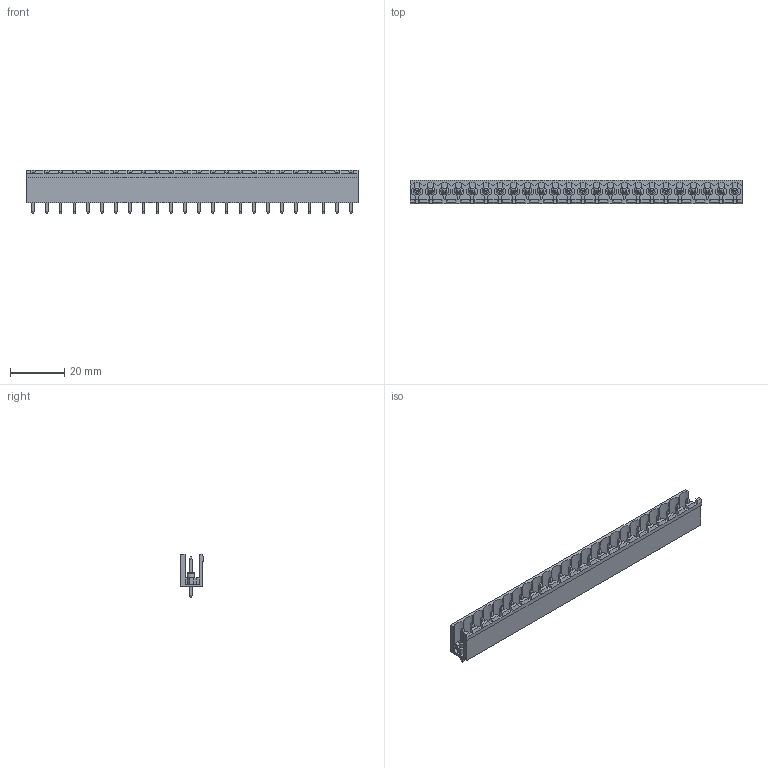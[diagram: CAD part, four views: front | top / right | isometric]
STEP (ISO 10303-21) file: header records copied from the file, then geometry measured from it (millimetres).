
FILE_DESCRIPTION( ( 'Unknown' ), '1' );
FILE_NAME( '691311500024.stp', 'Unknown', ( 'Unknown' ), ( 'Unknown' ), 'PSStep 15.0.49', 'Unknown', ' ' );
FILE_SCHEMA( ( 'AUTOMOTIVE_DESIGN { 1 0 10303 214 1 1 1 1 }' ) );
Length unit declared in the file: millimetre
Products named in the file (3): Assem1; 6913115000xx_PIN; 691311500124
Assembly tree (25 placements, depth 2):
  Assem1
    6913115000xx_PIN  x24
    691311500124
Bounding box: 121.92 x 8.5 x 16 mm (x, y, z)
Volume: 4792.4 mm3; surface area: 10872.3 mm2
Topology: 25 solids, 25 shells, 1143 faces, 3039 edges, 1946 vertices
Faces by surface type: plane 1071, cylinder 48, torus 24
Full cylindrical faces by diameter (mm): 2.75 x24
Entity records: 33115 total; most frequent: CARTESIAN_POINT 4724, ORIENTED_EDGE 4646, DIRECTION 4185, EDGE_CURVE 2323, LINE 2155, VECTOR 2155, VERTEX_POINT 1554, AXIS2_PLACEMENT_3D 1015
